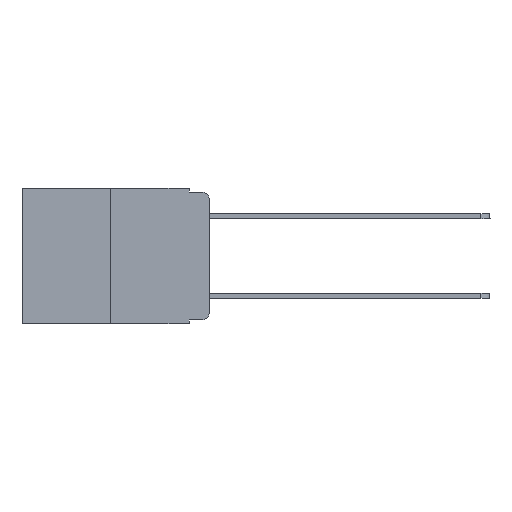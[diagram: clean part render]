
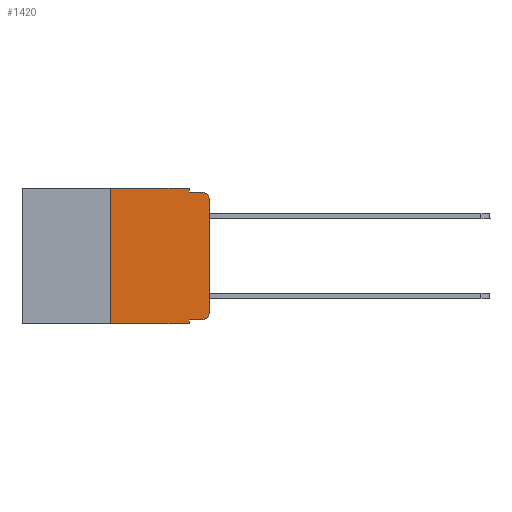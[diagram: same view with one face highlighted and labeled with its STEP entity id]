
A CAD part, left-side view. The second image highlights one B-rep face of the part: STEP entity #1420.
In plain terms, the highlighted planar face has unit normal (-1, 0, 0).
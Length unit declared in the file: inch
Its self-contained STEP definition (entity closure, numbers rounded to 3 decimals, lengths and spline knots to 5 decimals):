
#290 = CIRCLE ( 'NONE', #4653, 0.02 ) ;
#476 = VERTEX_POINT ( 'NONE', #7939 ) ;
#704 = CARTESIAN_POINT ( 'NONE',  ( 0., 0.051, -0.333 ) ) ;
#905 = ORIENTED_EDGE ( 'NONE', *, *, #18406, .F. ) ;
#1043 = ORIENTED_EDGE ( 'NONE', *, *, #11146, .F. ) ;
#1293 = ORIENTED_EDGE ( 'NONE', *, *, #7953, .T. ) ;
#1420 = ADVANCED_FACE ( 'NONE', ( #13839 ), #8462, .F. ) ;
#1636 = CARTESIAN_POINT ( 'NONE',  ( 0., 0.25, 0. ) ) ;
#2083 = VECTOR ( 'NONE', #10079, 39.37008 ) ;
#2129 = EDGE_CURVE ( 'NONE', #14234, #13812, #290, .T. ) ;
#2302 = DIRECTION ( 'NONE',  ( 0., 0., -1. ) ) ;
#2388 = DIRECTION ( 'NONE',  ( 0., -1., 0. ) ) ;
#2449 = VECTOR ( 'NONE', #2388, 39.37008 ) ;
#2550 = DIRECTION ( 'NONE',  ( 1., 0., 0. ) ) ;
#3047 = DIRECTION ( 'NONE',  ( 0., -1., 0. ) ) ;
#3609 = LINE ( 'NONE', #6073, #5954 ) ;
#4254 = EDGE_CURVE ( 'NONE', #12215, #14870, #15828, .T. ) ;
#4372 = VECTOR ( 'NONE', #14235, 39.37008 ) ;
#4585 = CARTESIAN_POINT ( 'NONE',  ( 0., 0.25, -0.343 ) ) ;
#4653 = AXIS2_PLACEMENT_3D ( 'NONE', #4931, #13944, #10891 ) ;
#4931 = CARTESIAN_POINT ( 'NONE',  ( 0., 0.02, -0.03 ) ) ;
#5222 = DIRECTION ( 'NONE',  ( 0., 0., -1. ) ) ;
#5579 = CARTESIAN_POINT ( 'NONE',  ( 0., 0.02, -0.01 ) ) ;
#5954 = VECTOR ( 'NONE', #11889, 39.37008 ) ;
#6051 = ORIENTED_EDGE ( 'NONE', *, *, #4254, .F. ) ;
#6073 = CARTESIAN_POINT ( 'NONE',  ( 0., 0.051, 0. ) ) ;
#6222 = CARTESIAN_POINT ( 'NONE',  ( 0., 0.473, 0. ) ) ;
#6629 = CARTESIAN_POINT ( 'NONE',  ( 0., 0.051, -0.01 ) ) ;
#7700 = AXIS2_PLACEMENT_3D ( 'NONE', #12651, #14169, #5222 ) ;
#7939 = CARTESIAN_POINT ( 'NONE',  ( 0., 0.051, 0. ) ) ;
#7953 = EDGE_CURVE ( 'NONE', #14309, #8529, #14099, .T. ) ;
#8269 = CARTESIAN_POINT ( 'NONE',  ( 0., 0.051, -0.01 ) ) ;
#8462 = PLANE ( 'NONE',  #8757 ) ;
#8529 = VERTEX_POINT ( 'NONE', #17503 ) ;
#8695 = DIRECTION ( 'NONE',  ( 0., 0., -1. ) ) ;
#8757 = AXIS2_PLACEMENT_3D ( 'NONE', #11231, #2550, #2302 ) ;
#8842 = EDGE_CURVE ( 'NONE', #12143, #14309, #8929, .T. ) ;
#8929 = LINE ( 'NONE', #704, #18745 ) ;
#9213 = VERTEX_POINT ( 'NONE', #17876 ) ;
#9223 = LINE ( 'NONE', #6629, #2449 ) ;
#9255 = ORIENTED_EDGE ( 'NONE', *, *, #15651, .T. ) ;
#9332 = ORIENTED_EDGE ( 'NONE', *, *, #18258, .F. ) ;
#9607 = CARTESIAN_POINT ( 'NONE',  ( 0., 0.02, -0.333 ) ) ;
#10079 = DIRECTION ( 'NONE',  ( 0., 0., 1. ) ) ;
#10456 = ORIENTED_EDGE ( 'NONE', *, *, #15516, .F. ) ;
#10795 = CARTESIAN_POINT ( 'NONE',  ( 0., 0., 0. ) ) ;
#10891 = DIRECTION ( 'NONE',  ( 0., 0., -1. ) ) ;
#10905 = LINE ( 'NONE', #17305, #4372 ) ;
#11106 = DIRECTION ( 'NONE',  ( 0., -1., 0. ) ) ;
#11146 = EDGE_CURVE ( 'NONE', #12143, #9213, #3609, .T. ) ;
#11231 = CARTESIAN_POINT ( 'NONE',  ( 0., 0.473, 0. ) ) ;
#11889 = DIRECTION ( 'NONE',  ( 0., 0., -1. ) ) ;
#12111 = VECTOR ( 'NONE', #3047, 39.37008 ) ;
#12143 = VERTEX_POINT ( 'NONE', #16195 ) ;
#12215 = VERTEX_POINT ( 'NONE', #4585 ) ;
#12289 = DIRECTION ( 'NONE',  ( 0., 0., 1. ) ) ;
#12631 = VERTEX_POINT ( 'NONE', #8269 ) ;
#12651 = CARTESIAN_POINT ( 'NONE',  ( 0., 0.02, -0.313 ) ) ;
#13509 = LINE ( 'NONE', #10795, #19119 ) ;
#13700 = ORIENTED_EDGE ( 'NONE', *, *, #8842, .T. ) ;
#13812 = VERTEX_POINT ( 'NONE', #5579 ) ;
#13839 = FACE_OUTER_BOUND ( 'NONE', #14344, .T. ) ;
#13944 = DIRECTION ( 'NONE',  ( -1., 0., 0. ) ) ;
#14085 = ORIENTED_EDGE ( 'NONE', *, *, #16438, .T. ) ;
#14099 = CIRCLE ( 'NONE', #7700, 0.02 ) ;
#14169 = DIRECTION ( 'NONE',  ( -1., 0., 0. ) ) ;
#14234 = VERTEX_POINT ( 'NONE', #17046 ) ;
#14235 = DIRECTION ( 'NONE',  ( 0., -1., 0. ) ) ;
#14309 = VERTEX_POINT ( 'NONE', #9607 ) ;
#14344 = EDGE_LOOP ( 'NONE', ( #9255, #16562, #9332, #905, #10456, #6051, #14085, #1043, #13700, #1293 ) ) ;
#14870 = VERTEX_POINT ( 'NONE', #1636 ) ;
#15283 = VECTOR ( 'NONE', #8695, 39.37008 ) ;
#15516 = EDGE_CURVE ( 'NONE', #14870, #476, #17254, .T. ) ;
#15651 = EDGE_CURVE ( 'NONE', #8529, #14234, #13509, .T. ) ;
#15828 = LINE ( 'NONE', #19208, #2083 ) ;
#16195 = CARTESIAN_POINT ( 'NONE',  ( 0., 0.051, -0.333 ) ) ;
#16207 = LINE ( 'NONE', #17662, #15283 ) ;
#16438 = EDGE_CURVE ( 'NONE', #12215, #9213, #10905, .T. ) ;
#16562 = ORIENTED_EDGE ( 'NONE', *, *, #2129, .T. ) ;
#17046 = CARTESIAN_POINT ( 'NONE',  ( 0., 0., -0.03 ) ) ;
#17254 = LINE ( 'NONE', #6222, #12111 ) ;
#17305 = CARTESIAN_POINT ( 'NONE',  ( 0., 0.473, -0.343 ) ) ;
#17503 = CARTESIAN_POINT ( 'NONE',  ( 0., 0., -0.313 ) ) ;
#17662 = CARTESIAN_POINT ( 'NONE',  ( 0., 0.051, 0. ) ) ;
#17876 = CARTESIAN_POINT ( 'NONE',  ( 0., 0.051, -0.343 ) ) ;
#18258 = EDGE_CURVE ( 'NONE', #12631, #13812, #9223, .T. ) ;
#18406 = EDGE_CURVE ( 'NONE', #476, #12631, #16207, .T. ) ;
#18745 = VECTOR ( 'NONE', #11106, 39.37008 ) ;
#19119 = VECTOR ( 'NONE', #12289, 39.37008 ) ;
#19208 = CARTESIAN_POINT ( 'NONE',  ( 0., 0.25, 0. ) ) ;
